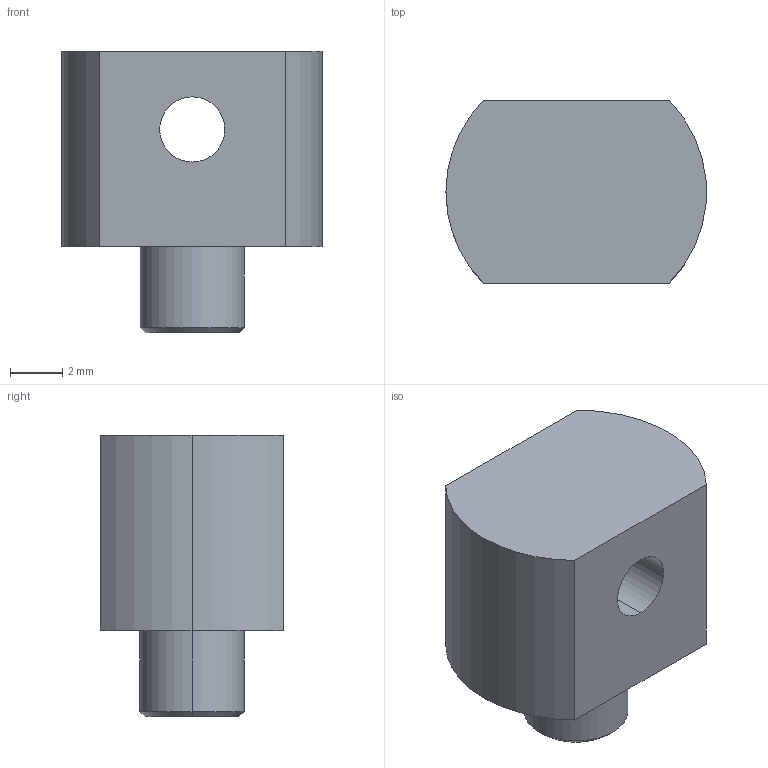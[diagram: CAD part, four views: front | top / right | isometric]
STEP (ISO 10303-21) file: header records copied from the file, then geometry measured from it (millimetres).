
FILE_DESCRIPTION (( 'STEP AP203' ), '1' );
FILE_NAME ('S-14-0216-01.STEP', '2014-04-29T10:15:45', ( '' ), ( '' ), 'SwSTEP 2.0', 'SolidWorks 2013', '' );
FILE_SCHEMA (( 'CONFIG_CONTROL_DESIGN' ));
Length unit declared in the file: millimetre
Products named in the file (1): S-14-0216-01
Bounding box: 9.98 x 7 x 10.8 mm (x, y, z)
Volume: 484 mm3; surface area: 434.1 mm2
Topology: 1 solids, 1 shells, 16 faces, 35 edges, 22 vertices
Faces by surface type: cylinder 7, plane 5, cone 4
Entity records: 526 total; most frequent: DIRECTION 87, CARTESIAN_POINT 74, ORIENTED_EDGE 70, EDGE_CURVE 35, AXIS2_PLACEMENT_3D 35, VERTEX_POINT 22, EDGE_LOOP 19, CIRCLE 18
